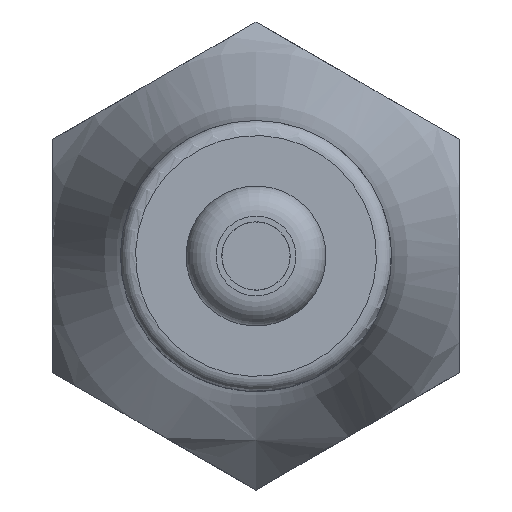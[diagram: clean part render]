
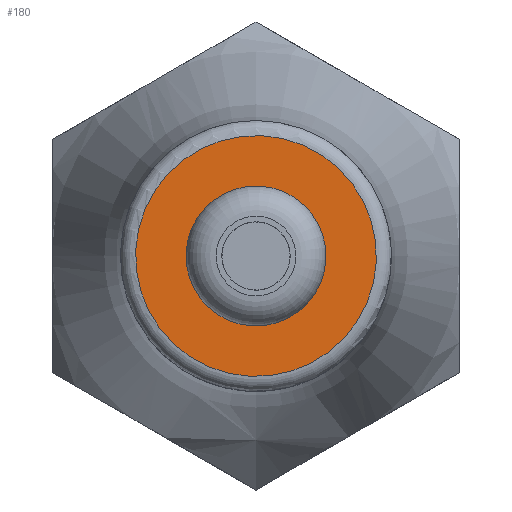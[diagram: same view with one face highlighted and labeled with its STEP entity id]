
A CAD part, front view. The second image highlights one B-rep face of the part: STEP entity #180.
In plain terms, the highlighted planar face has unit normal (0, -1, 0).
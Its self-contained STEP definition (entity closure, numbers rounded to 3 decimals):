
#180 = ADVANCED_FACE( '', ( #425, #426 ), #427, .F. );
#425 = FACE_BOUND( '', #734, .T. );
#426 = FACE_OUTER_BOUND( '', #735, .T. );
#427 = PLANE( '', #736 );
#734 = EDGE_LOOP( '', ( #1466 ) );
#735 = EDGE_LOOP( '', ( #1467 ) );
#736 = AXIS2_PLACEMENT_3D( '', #1468, #1469, #1470 );
#1466 = ORIENTED_EDGE( '', *, *, #1832, .F. );
#1467 = ORIENTED_EDGE( '', *, *, #1852, .T. );
#1468 = CARTESIAN_POINT( '', ( 0., -16.6, 0. ) );
#1469 = DIRECTION( '', ( 0., 1., 0. ) );
#1470 = DIRECTION( '', ( -0.547, 0., -0.837 ) );
#1832 = EDGE_CURVE( '', #2082, #2082, #2083, .T. );
#1852 = EDGE_CURVE( '', #2113, #2113, #2114, .F. );
#2082 = VERTEX_POINT( '', #2902 );
#2083 = CIRCLE( '', #2903, 4.65 );
#2113 = VERTEX_POINT( '', #3135 );
#2114 = CIRCLE( '', #3136, 8. );
#2902 = CARTESIAN_POINT( '', ( -3.893, -16.6, 2.543 ) );
#2903 = AXIS2_PLACEMENT_3D( '', #3466, #3467, #3468 );
#3135 = CARTESIAN_POINT( '', ( -4.376, -16.6, -6.697 ) );
#3136 = AXIS2_PLACEMENT_3D( '', #3478, #3479, #3480 );
#3466 = CARTESIAN_POINT( '', ( 0., -16.6, 0. ) );
#3467 = DIRECTION( '', ( 0., -1., 0. ) );
#3468 = DIRECTION( '', ( -0.837, 0., 0.547 ) );
#3478 = CARTESIAN_POINT( '', ( 0., -16.6, 0. ) );
#3479 = DIRECTION( '', ( 0., 1., 0. ) );
#3480 = DIRECTION( '', ( -0.547, 0., -0.837 ) );
